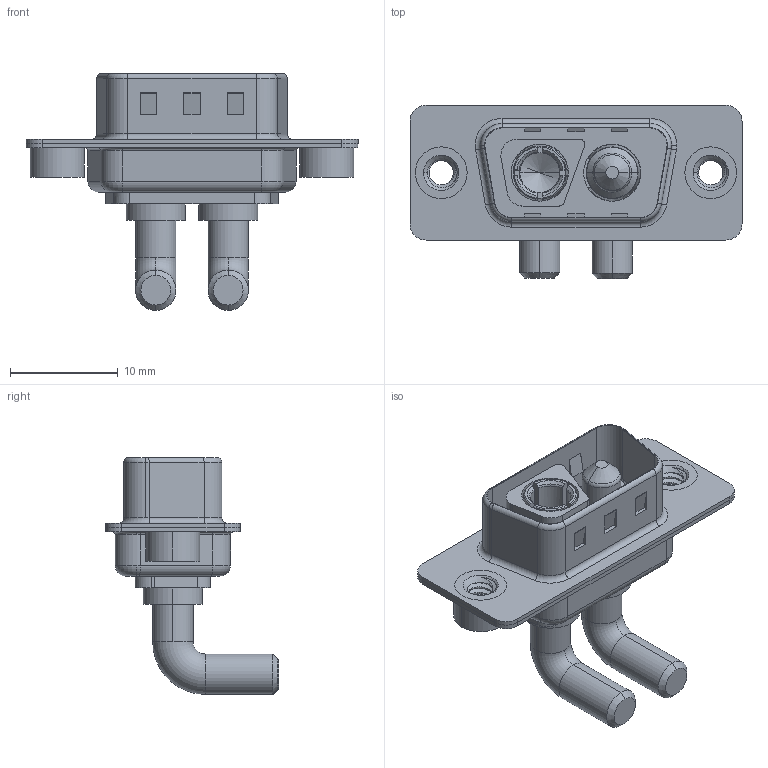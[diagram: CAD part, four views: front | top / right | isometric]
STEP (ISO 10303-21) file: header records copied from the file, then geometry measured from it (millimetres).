
FILE_DESCRIPTION (( 'STEP AP203' ), '1' );
FILE_NAME ('629-2WK2640-4TA.STEP', '2022-05-04T08:43:59', ( '' ), ( '' ), 'SwSTEP 2.0', 'SolidWorks 2020', '' );
FILE_SCHEMA (( 'CONFIG_CONTROL_DESIGN' ));
Length unit declared in the file: millimetre
Products named in the file (7): 629-2WK2640-4TA; 629Combo Housing_2WK2; 629Combo Threaded Rivet_2; Power Socket_40A RA; 629Combo Shell Rear_09 Contacts; Power Pin_40A RA; 629Combo Shell Front_09 Contacts
Assembly tree (7 placements, depth 2):
  629-2WK2640-4TA
    629Combo Housing_2WK2
    629Combo Shell Rear_09 Contacts
    629Combo Shell Front_09 Contacts
    629Combo Threaded Rivet_2  x2
    Power Socket_40A RA
    Power Pin_40A RA
Bounding box: 30.8 x 16.05 x 21.98 mm (x, y, z)
Volume: 1825.8 mm3; surface area: 4221.2 mm2
Topology: 9 solids, 9 shells, 435 faces, 1082 edges, 681 vertices
Faces by surface type: cylinder 180, plane 151, torus 60, cone 36, bspline 8
Entity records: 14362 total; most frequent: CARTESIAN_POINT 3841, DIRECTION 2149, ORIENTED_EDGE 1990, EDGE_CURVE 995, AXIS2_PLACEMENT_3D 834, VERTEX_POINT 629, LINE 481, VECTOR 481
